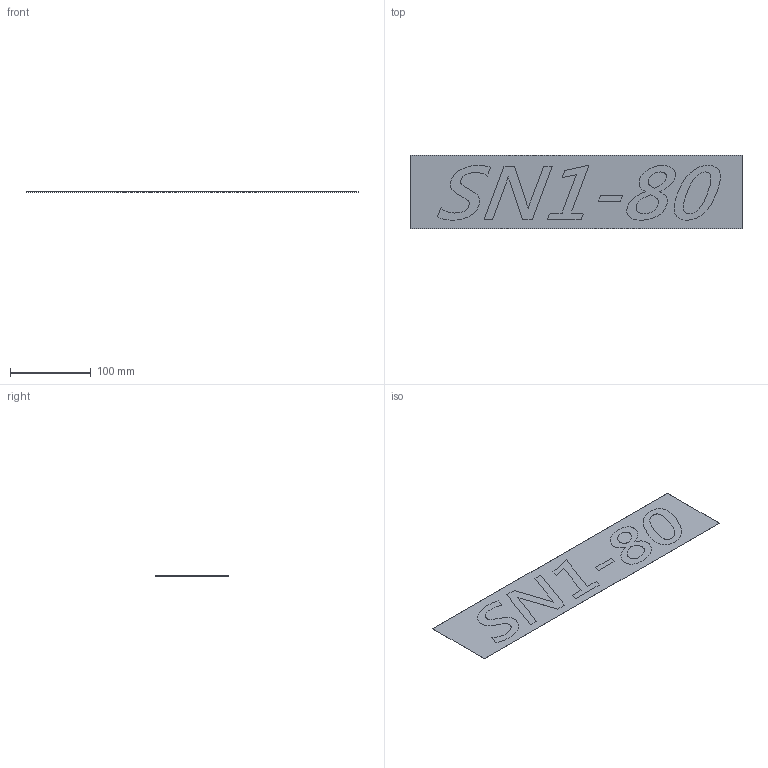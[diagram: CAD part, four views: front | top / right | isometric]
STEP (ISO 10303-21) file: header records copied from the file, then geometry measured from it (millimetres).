
FILE_DESCRIPTION (( 'STEP AP203' ), '1' );
FILE_NAME ('392N52-型式貼紙.STEP', '2023-10-02T08:48:18', ( '' ), ( '' ), 'SwSTEP 2.0', 'SolidWorks 2018', '' );
FILE_SCHEMA (( 'CONFIG_CONTROL_DESIGN' ));
Length unit declared in the file: millimetre
Products named in the file (1): 392N52-型式貼紙
Bounding box: 410 x 90.6 x 0.1 mm (x, y, z)
Volume: 3552.9 mm3; surface area: 74427.1 mm2
Topology: 1 solids, 1 shells, 84 faces, 219 edges, 146 vertices
Faces by surface type: plane 44, bspline 40
Entity records: 4968 total; most frequent: CARTESIAN_POINT 3098, ORIENTED_EDGE 438, DIRECTION 229, EDGE_CURVE 219, VERTEX_POINT 146, VECTOR 139, LINE 139, EDGE_LOOP 93
